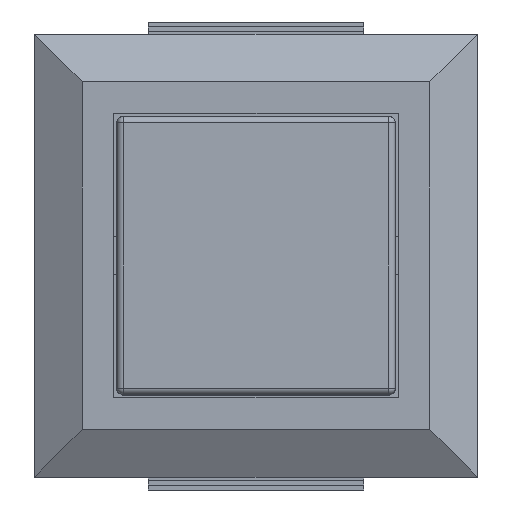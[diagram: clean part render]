
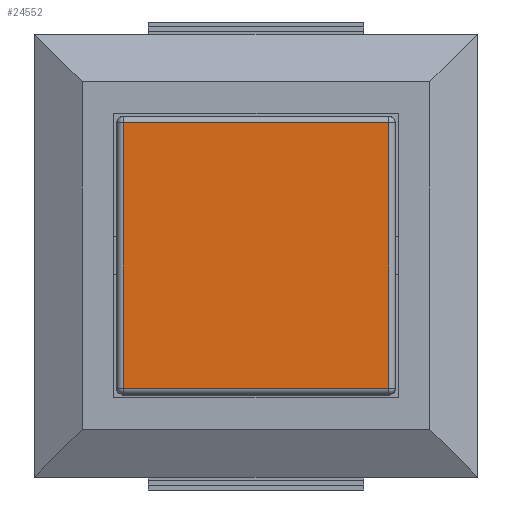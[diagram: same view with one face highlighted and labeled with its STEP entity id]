
A CAD part, top view. The second image highlights one B-rep face of the part: STEP entity #24552.
In plain terms, the highlighted planar face has unit normal (0, 0, 1).
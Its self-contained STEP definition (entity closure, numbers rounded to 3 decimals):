
#55 = EDGE_LOOP ( 'NONE', ( #15495, #21990, #2178, #24115 ) ) ;
#1480 = VERTEX_POINT ( 'NONE', #3832 ) ;
#1889 = VECTOR ( 'NONE', #8292, 1000. ) ;
#2178 = ORIENTED_EDGE ( 'NONE', *, *, #7733, .T. ) ;
#2901 = DIRECTION ( 'NONE',  ( 0., -1., 0. ) ) ;
#3404 = VECTOR ( 'NONE', #2901, 1000. ) ;
#3773 = CARTESIAN_POINT ( 'NONE',  ( 4.2, 4.4, 0. ) ) ;
#3832 = CARTESIAN_POINT ( 'NONE',  ( 4.2, -4.2, 0. ) ) ;
#4276 = DIRECTION ( 'NONE',  ( -1., 0., 0. ) ) ;
#5184 = LINE ( 'NONE', #7329, #3404 ) ;
#5699 = DIRECTION ( 'NONE',  ( 0., 1., 0. ) ) ;
#6339 = CARTESIAN_POINT ( 'NONE',  ( -7., 4.2, 0. ) ) ;
#7071 = VECTOR ( 'NONE', #5699, 1000. ) ;
#7329 = CARTESIAN_POINT ( 'NONE',  ( -4.2, -4.4, 0. ) ) ;
#7440 = EDGE_CURVE ( 'NONE', #16820, #1480, #20045, .T. ) ;
#7733 = EDGE_CURVE ( 'NONE', #1480, #26396, #24114, .T. ) ;
#8292 = DIRECTION ( 'NONE',  ( 1., 0., 0. ) ) ;
#10004 = VECTOR ( 'NONE', #4276, 1000. ) ;
#10755 = LINE ( 'NONE', #6339, #10004 ) ;
#10986 = CARTESIAN_POINT ( 'NONE',  ( 4.2, 4.2, 0. ) ) ;
#12497 = CARTESIAN_POINT ( 'NONE',  ( -7., -4.4, 0. ) ) ;
#13294 = CARTESIAN_POINT ( 'NONE',  ( -4.2, 4.2, 0. ) ) ;
#13902 = FACE_OUTER_BOUND ( 'NONE', #55, .T. ) ;
#14162 = DIRECTION ( 'NONE',  ( 1., 0., 0. ) ) ;
#15171 = CARTESIAN_POINT ( 'NONE',  ( -4.2, -4.2, 0. ) ) ;
#15495 = ORIENTED_EDGE ( 'NONE', *, *, #19174, .T. ) ;
#16820 = VERTEX_POINT ( 'NONE', #15171 ) ;
#18004 = CARTESIAN_POINT ( 'NONE',  ( -7., -4.2, 0. ) ) ;
#19174 = EDGE_CURVE ( 'NONE', #22972, #16820, #5184, .T. ) ;
#20045 = LINE ( 'NONE', #18004, #1889 ) ;
#21990 = ORIENTED_EDGE ( 'NONE', *, *, #7440, .T. ) ;
#22036 = PLANE ( 'NONE',  #25063 ) ;
#22972 = VERTEX_POINT ( 'NONE', #13294 ) ;
#23889 = EDGE_CURVE ( 'NONE', #26396, #22972, #10755, .T. ) ;
#24114 = LINE ( 'NONE', #3773, #7071 ) ;
#24115 = ORIENTED_EDGE ( 'NONE', *, *, #23889, .T. ) ;
#24314 = DIRECTION ( 'NONE',  ( 0., 0., 1. ) ) ;
#24552 = ADVANCED_FACE ( 'NONE', ( #13902 ), #22036, .T. ) ;
#25063 = AXIS2_PLACEMENT_3D ( 'NONE', #12497, #24314, #14162 ) ;
#26396 = VERTEX_POINT ( 'NONE', #10986 ) ;
